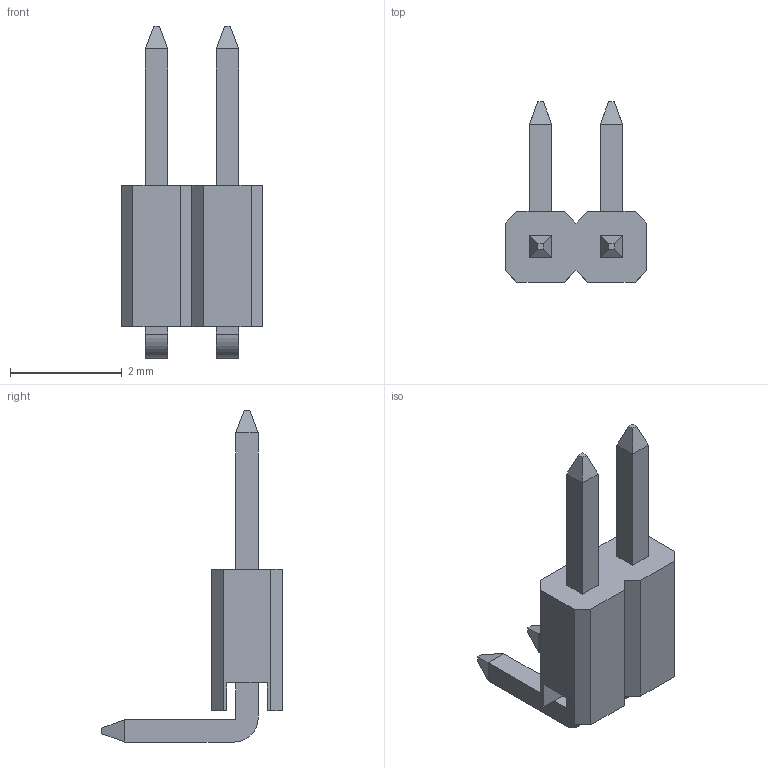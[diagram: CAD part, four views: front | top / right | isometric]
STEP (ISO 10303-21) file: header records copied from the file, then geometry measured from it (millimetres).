
FILE_DESCRIPTION (( 'STEP AP214' ), '1' );
FILE_NAME ('PIN1R2W_127P_90D_280L_TH.STEP', '2018-05-27T09:28:57', ( '' ), ( '' ), 'SwSTEP 2.0', 'SolidWorks 2017', '' );
FILE_SCHEMA (( 'AUTOMOTIVE_DESIGN' ));
Length unit declared in the file: millimetre
Products named in the file (1): PIN1R2W_127P_90D_280L_TH
Bounding box: 2.54 x 3.24 x 5.95 mm (x, y, z)
Volume: 8.7 mm3; surface area: 45.3 mm2
Topology: 1 solids, 1 shells, 62 faces, 152 edges, 96 vertices
Faces by surface type: plane 60, cylinder 2
Entity records: 2488 total; most frequent: CARTESIAN_POINT 311, ORIENTED_EDGE 304, DIRECTION 282, EDGE_CURVE 152, LINE 148, VECTOR 148, VERTEX_POINT 96, AXIS2_PLACEMENT_3D 67
